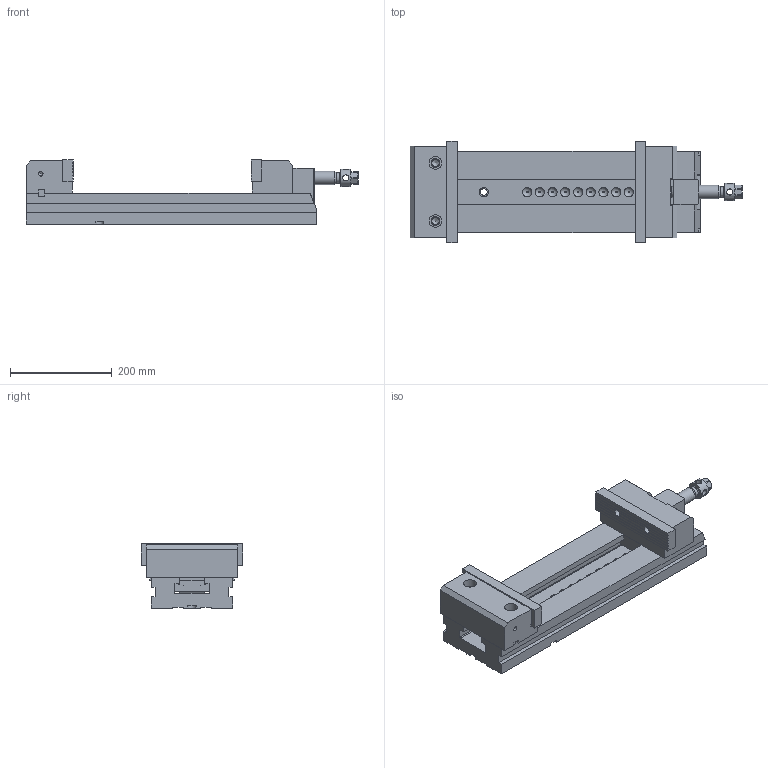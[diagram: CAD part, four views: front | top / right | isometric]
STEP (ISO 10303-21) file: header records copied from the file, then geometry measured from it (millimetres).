
FILE_DESCRIPTION(/* description */ (''),/* implementation_level */ '2;1');
FILE_NAME(/* name */ '29_200S_Mordaza.stp',/* time_stamp */ '2013-07-09T11:27:57+02:00',/* author */ (''),/* organization */ (''),/* preprocessor_version */ 'ST-DEVELOPER v11',/* originating_system */ 'SIEMENS PLM Software NX 7.5',/* authorisation */ '');
FILE_SCHEMA (('AUTOMOTIVE_DESIGN { 1 0 10303 214 1 1 1 1 }'));
Length unit declared in the file: millimetre
Products named in the file (1): 29_200S_Mordaza
Bounding box: 652 x 200 x 126.7 mm (x, y, z)
Volume: 6373101.6 mm3; surface area: 642286.4 mm2
Topology: 12 solids, 12 shells, 416 faces, 1122 edges, 739 vertices
Faces by surface type: plane 253, cylinder 92, cone 46, sphere 16, torus 9
Full cylindrical faces by diameter (mm): 4.351 x1, 5.188 x5, 6.985 x4, 8.4 x4, 8.782 x2, 10.579 x3, 12 x4, 12.376 x2, 13 x5, 14 x4, 14.376 x2, 15 x2, 16 x2, 16.5 x1, 17 x2, 18 x2, 19 x3, 20 x3, 21.25 x1, 23 x2, 25 x2, 26 x1, 30 x2, 33.8 x1, 34 x3
Entity records: 15131 total; most frequent: CARTESIAN_POINT 2400, DIRECTION 1958, ORIENTED_EDGE 1830, EDGE_CURVE 915, VERTEX_POINT 688, AXIS2_PLACEMENT_3D 666, LINE 626, VECTOR 626
